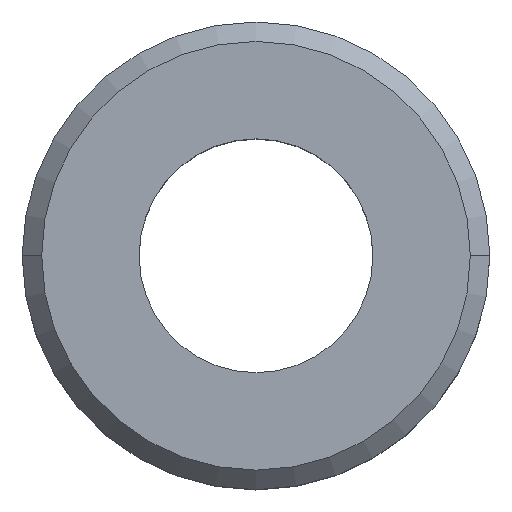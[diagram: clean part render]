
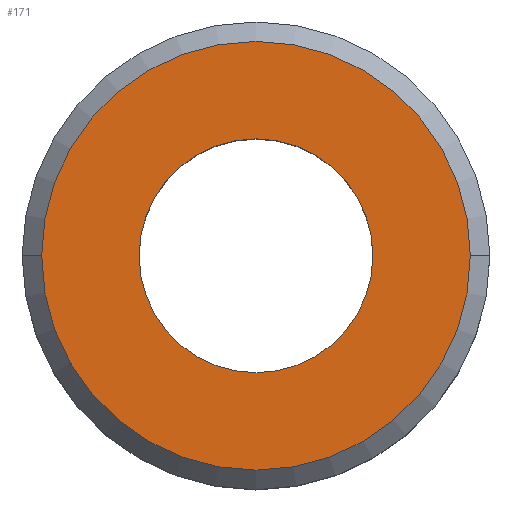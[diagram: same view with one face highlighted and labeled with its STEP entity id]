
A CAD part, top view. The second image highlights one B-rep face of the part: STEP entity #171.
In plain terms, the highlighted planar face has unit normal (0, 0, 1).
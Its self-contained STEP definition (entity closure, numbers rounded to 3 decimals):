
#1 = DIRECTION ( 'NONE',  ( 1., 0., 0. ) ) ;
#3 = ORIENTED_EDGE ( 'NONE', *, *, #251, .F. ) ;
#9 = CIRCLE ( 'NONE', #53, 5.5 ) ;
#16 = DIRECTION ( 'NONE',  ( 1., 0., 0. ) ) ;
#17 = DIRECTION ( 'NONE',  ( 0., 0., 1. ) ) ;
#22 = AXIS2_PLACEMENT_3D ( 'NONE', #40, #131, #16 ) ;
#40 = CARTESIAN_POINT ( 'NONE',  ( 0., 0., 6. ) ) ;
#44 = DIRECTION ( 'NONE',  ( 1., 0., 0. ) ) ;
#46 = PLANE ( 'NONE',  #78 ) ;
#52 = DIRECTION ( 'NONE',  ( 0., 0., 1. ) ) ;
#53 = AXIS2_PLACEMENT_3D ( 'NONE', #250, #17, #44 ) ;
#60 = VERTEX_POINT ( 'NONE', #268 ) ;
#78 = AXIS2_PLACEMENT_3D ( 'NONE', #230, #116, #180 ) ;
#81 = ORIENTED_EDGE ( 'NONE', *, *, #86, .T. ) ;
#84 = EDGE_LOOP ( 'NONE', ( #3, #266 ) ) ;
#86 = EDGE_CURVE ( 'NONE', #170, #285, #269, .T. ) ;
#91 = FACE_OUTER_BOUND ( 'NONE', #150, .T. ) ;
#104 = AXIS2_PLACEMENT_3D ( 'NONE', #122, #52, #185 ) ;
#105 = ORIENTED_EDGE ( 'NONE', *, *, #194, .T. ) ;
#116 = DIRECTION ( 'NONE',  ( 0., 0., 1. ) ) ;
#122 = CARTESIAN_POINT ( 'NONE',  ( 0., 0., 6. ) ) ;
#130 = CIRCLE ( 'NONE', #221, 3. ) ;
#131 = DIRECTION ( 'NONE',  ( 0., 0., 1. ) ) ;
#139 = FACE_BOUND ( 'NONE', #84, .T. ) ;
#150 = EDGE_LOOP ( 'NONE', ( #81, #105 ) ) ;
#161 = CARTESIAN_POINT ( 'NONE',  ( 5.5, 0., 6. ) ) ;
#170 = VERTEX_POINT ( 'NONE', #209 ) ;
#171 = ADVANCED_FACE ( 'NONE', ( #91, #139 ), #46, .T. ) ;
#178 = CARTESIAN_POINT ( 'NONE',  ( -3., 0., 6. ) ) ;
#180 = DIRECTION ( 'NONE',  ( 1., 0., 0. ) ) ;
#184 = CARTESIAN_POINT ( 'NONE',  ( 0., 0., 6. ) ) ;
#185 = DIRECTION ( 'NONE',  ( 1., 0., 0. ) ) ;
#192 = VERTEX_POINT ( 'NONE', #178 ) ;
#194 = EDGE_CURVE ( 'NONE', #285, #170, #9, .T. ) ;
#209 = CARTESIAN_POINT ( 'NONE',  ( -5.5, 0., 6. ) ) ;
#221 = AXIS2_PLACEMENT_3D ( 'NONE', #184, #277, #1 ) ;
#224 = CIRCLE ( 'NONE', #104, 3. ) ;
#230 = CARTESIAN_POINT ( 'NONE',  ( 0., 0., 6. ) ) ;
#250 = CARTESIAN_POINT ( 'NONE',  ( 0., 0., 6. ) ) ;
#251 = EDGE_CURVE ( 'NONE', #192, #60, #130, .T. ) ;
#266 = ORIENTED_EDGE ( 'NONE', *, *, #299, .F. ) ;
#268 = CARTESIAN_POINT ( 'NONE',  ( 3., 0., 6. ) ) ;
#269 = CIRCLE ( 'NONE', #22, 5.5 ) ;
#277 = DIRECTION ( 'NONE',  ( 0., 0., 1. ) ) ;
#285 = VERTEX_POINT ( 'NONE', #161 ) ;
#299 = EDGE_CURVE ( 'NONE', #60, #192, #224, .T. ) ;
